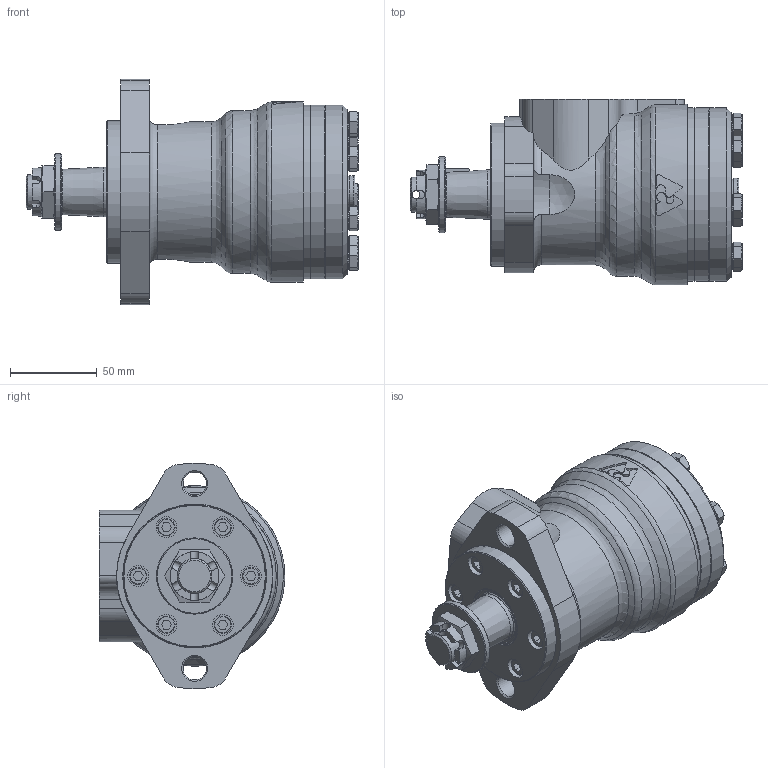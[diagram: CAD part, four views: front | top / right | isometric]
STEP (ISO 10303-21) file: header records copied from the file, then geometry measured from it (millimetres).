
FILE_DESCRIPTION( ( 'STEP AP214' ), '1' );
FILE_NAME( 'MRN50KD.stp', '2019-11-14T07:40:20', ( '' ), ( '' ), ' ', 'PARTsolutions', ' ' );
FILE_SCHEMA( ( 'AUTOMOTIVE_DESIGN { 1 0 10303 214 1 1 1 1 }' ) );
Length unit declared in the file: millimetre
Products named in the file (7): MRN50KD; _MRB; _MPKSH; _MPFMF; _MRVP; _MR50D; _MRF
Assembly tree (6 placements, depth 2):
  MRN50KD
    _MRB
    _MPKSH
    _MPFMF
    _MRVP
    _MR50D
    _MRF
Bounding box: 191.4 x 107 x 129.82 mm (x, y, z)
Volume: 1027390.1 mm3; surface area: 145959 mm2
Topology: 6 solids, 7 shells, 442 faces, 1028 edges, 642 vertices
Faces by surface type: plane 247, cylinder 93, cone 84, torus 16, sphere 2
Full cylindrical faces by diameter (mm): 2 x2, 4.5 x1, 6.647 x4, 7 x1, 10 x6, 11.9 x7, 12 x6, 13 x7, 13.35 x2, 18 x1, 18.631 x2, 19 x1, 20 x1, 28 x1, 28.56 x1, 29 x1, 32.6 x1, 35 x1, 44 x1, 82.3 x1, 82.5 x1, 82.55 x1, 100 x3, 104 x1
Entity records: 16962 total; most frequent: CARTESIAN_POINT 3897, DIRECTION 1929, ORIENTED_EDGE 1804, EDGE_CURVE 902, AXIS2_PLACEMENT_3D 759, VERTEX_POINT 622, EDGE_LOOP 589, FACE_OUTER_BOUND 505
